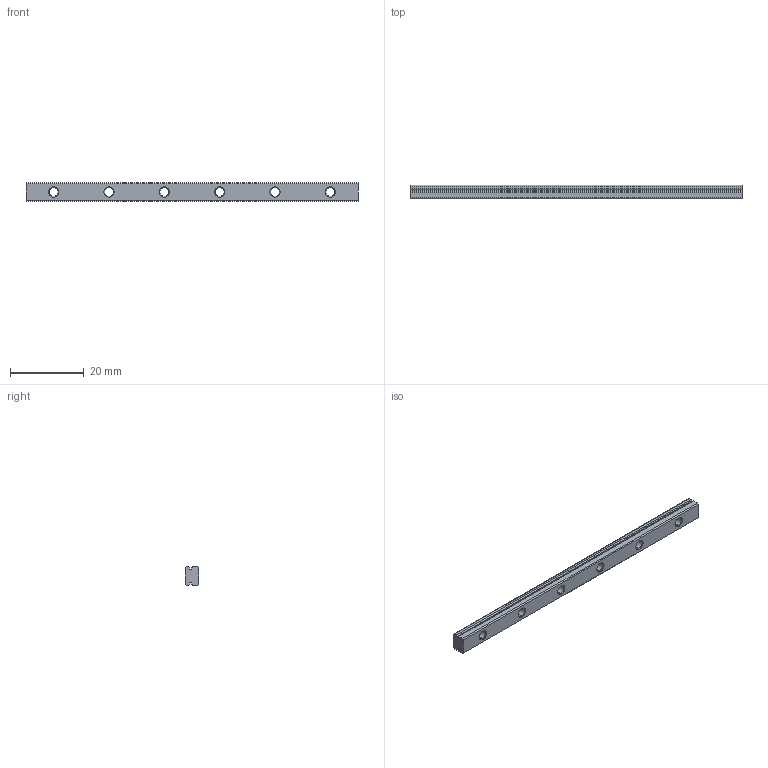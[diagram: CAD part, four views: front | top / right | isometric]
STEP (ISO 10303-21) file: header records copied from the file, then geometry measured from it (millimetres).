
FILE_DESCRIPTION (( 'STEP AP203' ), '1' );
FILE_NAME ('6725K26.STEP', '2017-11-29T17:03:17', ( '' ), ( '' ), 'SwSTEP 2.0', 'SolidWorks 2014', '' );
FILE_SCHEMA (( 'CONFIG_CONTROL_DESIGN' ));
Length unit declared in the file: millimetre
Products named in the file (1): 6725K26
Bounding box: 90 x 3.7 x 5 mm (x, y, z)
Volume: 1447.8 mm3; surface area: 1860.1 mm2
Topology: 1 solids, 1 shells, 68 faces, 168 edges, 108 vertices
Faces by surface type: cylinder 34, plane 22, cone 12
Entity records: 2137 total; most frequent: DIRECTION 386, CARTESIAN_POINT 345, ORIENTED_EDGE 336, EDGE_CURVE 168, AXIS2_PLACEMENT_3D 149, VERTEX_POINT 108, LINE 88, VECTOR 88
